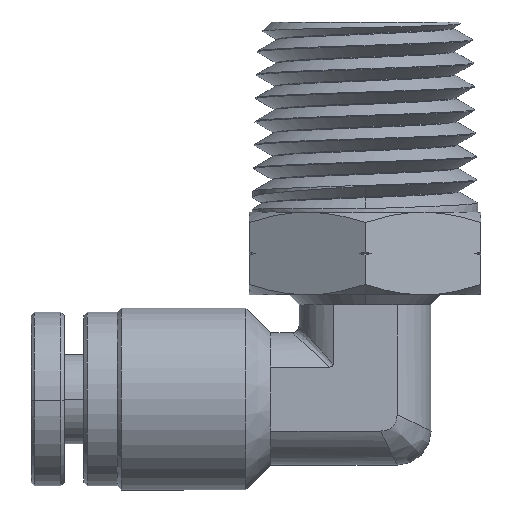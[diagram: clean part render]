
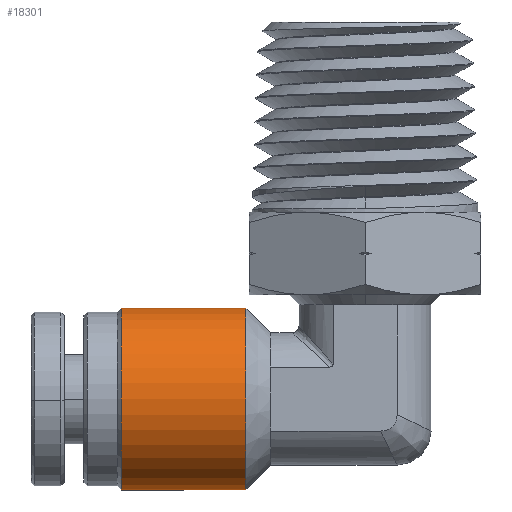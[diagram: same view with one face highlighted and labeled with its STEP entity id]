
A CAD part, left-side view. The second image highlights one B-rep face of the part: STEP entity #18301.
In plain terms, the highlighted cylindrical face has radius 5.5 mm (diameter 11 mm), a partial arc.
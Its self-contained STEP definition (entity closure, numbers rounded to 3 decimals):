
#790 = AXIS2_PLACEMENT_3D ( 'NONE', #7687, #21077, #5851 ) ;
#981 = FACE_OUTER_BOUND ( 'NONE', #1005, .T. ) ;
#1005 = EDGE_LOOP ( 'NONE', ( #15735, #19963, #11692, #3842 ) ) ;
#3807 = CARTESIAN_POINT ( 'NONE',  ( 0., -0.02, -5.5 ) ) ;
#3842 = ORIENTED_EDGE ( 'NONE', *, *, #12040, .T. ) ;
#5387 = CARTESIAN_POINT ( 'NONE',  ( 0., -0.02, 0. ) ) ;
#5762 = CIRCLE ( 'NONE', #9634, 5.5 ) ;
#5798 = CARTESIAN_POINT ( 'NONE',  ( 0., 7.53, -5.5 ) ) ;
#5851 = DIRECTION ( 'NONE',  ( 0., 0., -1. ) ) ;
#7209 = VECTOR ( 'NONE', #17987, 1000. ) ;
#7318 = DIRECTION ( 'NONE',  ( 0., 0., 1. ) ) ;
#7687 = CARTESIAN_POINT ( 'NONE',  ( 0., 9.78, 0. ) ) ;
#8227 = CARTESIAN_POINT ( 'NONE',  ( 0., 9.78, -5.5 ) ) ;
#8344 = CARTESIAN_POINT ( 'NONE',  ( 0., -0.02, 5.5 ) ) ;
#9634 = AXIS2_PLACEMENT_3D ( 'NONE', #5387, #18770, #7318 ) ;
#10874 = CARTESIAN_POINT ( 'NONE',  ( 0., 7.53, 0. ) ) ;
#10892 = EDGE_CURVE ( 'NONE', #18495, #17875, #20489, .T. ) ;
#11692 = ORIENTED_EDGE ( 'NONE', *, *, #12269, .T. ) ;
#12040 = EDGE_CURVE ( 'NONE', #24894, #18519, #5762, .T. ) ;
#12269 = EDGE_CURVE ( 'NONE', #17875, #24894, #12599, .T. ) ;
#12599 = LINE ( 'NONE', #8227, #17687 ) ;
#12813 = DIRECTION ( 'NONE',  ( 0., 0., 1. ) ) ;
#15735 = ORIENTED_EDGE ( 'NONE', *, *, #21403, .F. ) ;
#16067 = CARTESIAN_POINT ( 'NONE',  ( 0., 9.78, 5.5 ) ) ;
#17687 = VECTOR ( 'NONE', #19659, 1000. ) ;
#17846 = CARTESIAN_POINT ( 'NONE',  ( 0., 7.53, 5.5 ) ) ;
#17875 = VERTEX_POINT ( 'NONE', #5798 ) ;
#17987 = DIRECTION ( 'NONE',  ( 0., -1., 0. ) ) ;
#18301 = ADVANCED_FACE ( 'NONE', ( #981 ), #23589, .T. ) ;
#18495 = VERTEX_POINT ( 'NONE', #17846 ) ;
#18519 = VERTEX_POINT ( 'NONE', #8344 ) ;
#18770 = DIRECTION ( 'NONE',  ( 0., 1., 0. ) ) ;
#19659 = DIRECTION ( 'NONE',  ( 0., -1., 0. ) ) ;
#19963 = ORIENTED_EDGE ( 'NONE', *, *, #10892, .T. ) ;
#20489 = CIRCLE ( 'NONE', #23354, 5.5 ) ;
#21077 = DIRECTION ( 'NONE',  ( 0., -1., 0. ) ) ;
#21403 = EDGE_CURVE ( 'NONE', #18495, #18519, #21884, .T. ) ;
#21884 = LINE ( 'NONE', #16067, #7209 ) ;
#23354 = AXIS2_PLACEMENT_3D ( 'NONE', #10874, #24396, #12813 ) ;
#23589 = CYLINDRICAL_SURFACE ( 'NONE', #790, 5.5 ) ;
#24396 = DIRECTION ( 'NONE',  ( 0., -1., 0. ) ) ;
#24894 = VERTEX_POINT ( 'NONE', #3807 ) ;
